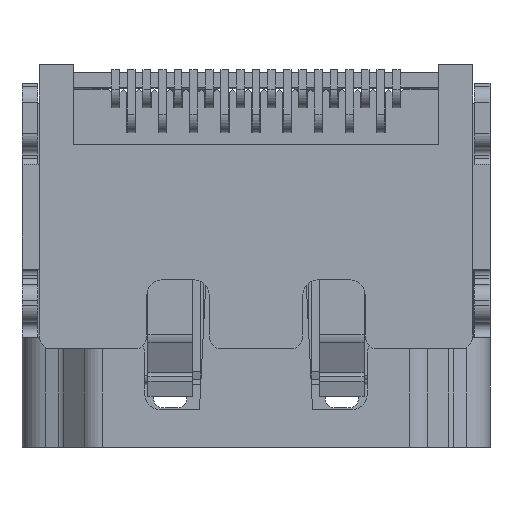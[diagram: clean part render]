
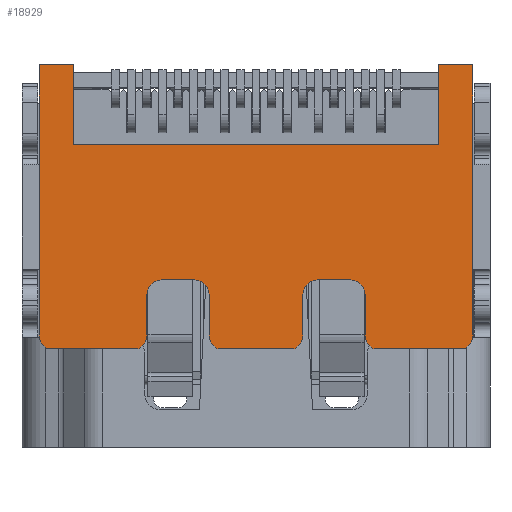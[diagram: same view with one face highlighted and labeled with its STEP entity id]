
A CAD part, front view. The second image highlights one B-rep face of the part: STEP entity #18929.
In plain terms, the highlighted planar face has unit normal (0, -1, 0).
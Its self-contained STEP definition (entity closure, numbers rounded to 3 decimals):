
#211=PLANE('',#19957);
#846=CIRCLE('',#19958,0.5);
#847=CIRCLE('',#19959,0.5);
#848=CIRCLE('',#19960,0.5);
#849=CIRCLE('',#19961,0.5);
#850=CIRCLE('',#19962,0.5);
#851=CIRCLE('',#19963,0.5);
#852=CIRCLE('',#19964,0.5);
#853=CIRCLE('',#19965,0.5);
#854=CIRCLE('',#19966,0.5);
#855=CIRCLE('',#19967,0.5);
#2033=ORIENTED_EDGE('',*,*,#7605,.T.);
#2034=ORIENTED_EDGE('',*,*,#7606,.F.);
#2035=ORIENTED_EDGE('',*,*,#6951,.F.);
#2036=ORIENTED_EDGE('',*,*,#7607,.F.);
#2037=ORIENTED_EDGE('',*,*,#7608,.F.);
#2038=ORIENTED_EDGE('',*,*,#7609,.T.);
#2039=ORIENTED_EDGE('',*,*,#7610,.F.);
#2040=ORIENTED_EDGE('',*,*,#7611,.T.);
#2041=ORIENTED_EDGE('',*,*,#7612,.F.);
#2042=ORIENTED_EDGE('',*,*,#7613,.F.);
#2043=ORIENTED_EDGE('',*,*,#6955,.F.);
#2044=ORIENTED_EDGE('',*,*,#7614,.F.);
#2045=ORIENTED_EDGE('',*,*,#7615,.F.);
#2046=ORIENTED_EDGE('',*,*,#7616,.T.);
#2047=ORIENTED_EDGE('',*,*,#7617,.F.);
#2048=ORIENTED_EDGE('',*,*,#7618,.T.);
#2049=ORIENTED_EDGE('',*,*,#7619,.F.);
#2050=ORIENTED_EDGE('',*,*,#7620,.F.);
#2051=ORIENTED_EDGE('',*,*,#7621,.F.);
#2052=ORIENTED_EDGE('',*,*,#7622,.F.);
#2053=ORIENTED_EDGE('',*,*,#7599,.F.);
#2054=ORIENTED_EDGE('',*,*,#7623,.T.);
#2055=ORIENTED_EDGE('',*,*,#7624,.T.);
#2056=ORIENTED_EDGE('',*,*,#7625,.T.);
#2057=ORIENTED_EDGE('',*,*,#7626,.F.);
#2058=ORIENTED_EDGE('',*,*,#7040,.T.);
#6951=EDGE_CURVE('',#9816,#9817,#11714,.T.);
#6955=EDGE_CURVE('',#9820,#9821,#11718,.T.);
#7040=EDGE_CURVE('',#9903,#9905,#11803,.T.);
#7599=EDGE_CURVE('',#10306,#10307,#12323,.T.);
#7605=EDGE_CURVE('',#9905,#10312,#12329,.T.);
#7606=EDGE_CURVE('',#9817,#10312,#846,.T.);
#7607=EDGE_CURVE('',#10313,#9816,#847,.T.);
#7608=EDGE_CURVE('',#10314,#10313,#12330,.T.);
#7609=EDGE_CURVE('',#10314,#10315,#848,.T.);
#7610=EDGE_CURVE('',#10316,#10315,#12331,.T.);
#7611=EDGE_CURVE('',#10316,#10317,#849,.T.);
#7612=EDGE_CURVE('',#10318,#10317,#12332,.T.);
#7613=EDGE_CURVE('',#9821,#10318,#850,.T.);
#7614=EDGE_CURVE('',#10319,#9820,#851,.T.);
#7615=EDGE_CURVE('',#10320,#10319,#12333,.T.);
#7616=EDGE_CURVE('',#10320,#10321,#852,.T.);
#7617=EDGE_CURVE('',#10322,#10321,#12334,.T.);
#7618=EDGE_CURVE('',#10322,#10323,#853,.T.);
#7619=EDGE_CURVE('',#10324,#10323,#12335,.T.);
#7620=EDGE_CURVE('',#10325,#10324,#854,.T.);
#7621=EDGE_CURVE('',#10326,#10325,#12336,.T.);
#7622=EDGE_CURVE('',#10307,#10326,#855,.T.);
#7623=EDGE_CURVE('',#10306,#10327,#12337,.T.);
#7624=EDGE_CURVE('',#10327,#10328,#12338,.T.);
#7625=EDGE_CURVE('',#10328,#10329,#12339,.T.);
#7626=EDGE_CURVE('',#9903,#10329,#12340,.T.);
#9816=VERTEX_POINT('',#26300);
#9817=VERTEX_POINT('',#26301);
#9820=VERTEX_POINT('',#26309);
#9821=VERTEX_POINT('',#26310);
#9903=VERTEX_POINT('',#26494);
#9905=VERTEX_POINT('',#26498);
#10306=VERTEX_POINT('',#27614);
#10307=VERTEX_POINT('',#27616);
#10312=VERTEX_POINT('',#27628);
#10313=VERTEX_POINT('',#27631);
#10314=VERTEX_POINT('',#27633);
#10315=VERTEX_POINT('',#27635);
#10316=VERTEX_POINT('',#27637);
#10317=VERTEX_POINT('',#27639);
#10318=VERTEX_POINT('',#27641);
#10319=VERTEX_POINT('',#27644);
#10320=VERTEX_POINT('',#27646);
#10321=VERTEX_POINT('',#27648);
#10322=VERTEX_POINT('',#27650);
#10323=VERTEX_POINT('',#27652);
#10324=VERTEX_POINT('',#27654);
#10325=VERTEX_POINT('',#27656);
#10326=VERTEX_POINT('',#27658);
#10327=VERTEX_POINT('',#27661);
#10328=VERTEX_POINT('',#27663);
#10329=VERTEX_POINT('',#27665);
#11714=LINE('',#26299,#14159);
#11718=LINE('',#26308,#14163);
#11803=LINE('',#26499,#14248);
#12323=LINE('',#27615,#14768);
#12329=LINE('',#27627,#14774);
#12330=LINE('',#27632,#14775);
#12331=LINE('',#27636,#14776);
#12332=LINE('',#27640,#14777);
#12333=LINE('',#27645,#14778);
#12334=LINE('',#27649,#14779);
#12335=LINE('',#27653,#14780);
#12336=LINE('',#27657,#14781);
#12337=LINE('',#27660,#14782);
#12338=LINE('',#27662,#14783);
#12339=LINE('',#27664,#14784);
#12340=LINE('',#27666,#14785);
#14159=VECTOR('',#21120,1000.);
#14163=VECTOR('',#21126,1000.);
#14248=VECTOR('',#21251,1000.);
#14768=VECTOR('',#22161,1000.);
#14774=VECTOR('',#22169,1000.);
#14775=VECTOR('',#22174,1000.);
#14776=VECTOR('',#22177,1000.);
#14777=VECTOR('',#22180,1000.);
#14778=VECTOR('',#22185,1000.);
#14779=VECTOR('',#22188,1000.);
#14780=VECTOR('',#22191,1000.);
#14781=VECTOR('',#22194,1000.);
#14782=VECTOR('',#22197,1000.);
#14783=VECTOR('',#22198,1000.);
#14784=VECTOR('',#22199,1000.);
#14785=VECTOR('',#22200,1000.);
#16780=EDGE_LOOP('',(#2033,#2034,#2035,#2036,#2037,#2038,#2039,#2040,#2041,
#2042,#2043,#2044,#2045,#2046,#2047,#2048,#2049,#2050,#2051,#2052,#2053,
#2054,#2055,#2056,#2057,#2058));
#17763=FACE_BOUND('',#16780,.T.);
#18929=ADVANCED_FACE('',(#17763),#211,.F.);
#19957=AXIS2_PLACEMENT_3D('',#27626,#22167,#22168);
#19958=AXIS2_PLACEMENT_3D('',#27629,#22170,#22171);
#19959=AXIS2_PLACEMENT_3D('',#27630,#22172,#22173);
#19960=AXIS2_PLACEMENT_3D('',#27634,#22175,#22176);
#19961=AXIS2_PLACEMENT_3D('',#27638,#22178,#22179);
#19962=AXIS2_PLACEMENT_3D('',#27642,#22181,#22182);
#19963=AXIS2_PLACEMENT_3D('',#27643,#22183,#22184);
#19964=AXIS2_PLACEMENT_3D('',#27647,#22186,#22187);
#19965=AXIS2_PLACEMENT_3D('',#27651,#22189,#22190);
#19966=AXIS2_PLACEMENT_3D('',#27655,#22192,#22193);
#19967=AXIS2_PLACEMENT_3D('',#27659,#22195,#22196);
#21120=DIRECTION('',(-1.,0.,0.));
#21126=DIRECTION('',(-1.,0.,0.));
#21251=DIRECTION('',(-1.,0.,0.));
#22161=DIRECTION('',(0.,0.,-1.));
#22167=DIRECTION('',(0.,1.,0.));
#22168=DIRECTION('',(0.,0.,1.));
#22169=DIRECTION('',(0.,0.,-1.));
#22170=DIRECTION('',(0.,1.,0.));
#22171=DIRECTION('',(1.,0.,0.));
#22172=DIRECTION('',(0.,1.,0.));
#22173=DIRECTION('',(1.,0.,0.));
#22174=DIRECTION('',(0.,0.,-1.));
#22175=DIRECTION('',(0.,1.,0.));
#22176=DIRECTION('',(1.,0.,0.));
#22177=DIRECTION('',(-1.,0.,0.));
#22178=DIRECTION('',(0.,1.,0.));
#22179=DIRECTION('',(1.,0.,0.));
#22180=DIRECTION('',(0.,0.,1.));
#22181=DIRECTION('',(0.,1.,0.));
#22182=DIRECTION('',(1.,0.,0.));
#22183=DIRECTION('',(0.,1.,0.));
#22184=DIRECTION('',(1.,0.,0.));
#22185=DIRECTION('',(0.,0.,-1.));
#22186=DIRECTION('',(0.,1.,0.));
#22187=DIRECTION('',(1.,0.,0.));
#22188=DIRECTION('',(-1.,0.,0.));
#22189=DIRECTION('',(0.,1.,0.));
#22190=DIRECTION('',(1.,0.,0.));
#22191=DIRECTION('',(0.,0.,1.));
#22192=DIRECTION('',(0.,1.,0.));
#22193=DIRECTION('',(1.,0.,0.));
#22194=DIRECTION('',(-1.,0.,0.));
#22195=DIRECTION('',(0.,1.,0.));
#22196=DIRECTION('',(1.,0.,0.));
#22197=DIRECTION('',(-1.,0.,0.));
#22198=DIRECTION('',(0.,0.,-1.));
#22199=DIRECTION('',(-1.,0.,0.));
#22200=DIRECTION('',(0.,0.,-1.));
#26299=CARTESIAN_POINT('',(10.,-2.8,-4.));
#26300=CARTESIAN_POINT('',(-3.782,-2.8,-4.));
#26301=CARTESIAN_POINT('',(-6.668,-2.8,-4.));
#26308=CARTESIAN_POINT('',(10.,-2.8,-4.));
#26309=CARTESIAN_POINT('',(1.218,-2.8,-4.));
#26310=CARTESIAN_POINT('',(-1.218,-2.8,-4.));
#26494=CARTESIAN_POINT('',(-5.85,-2.8,5.1));
#26498=CARTESIAN_POINT('',(-6.95,-2.8,5.1));
#26499=CARTESIAN_POINT('',(10.,-2.8,5.1));
#27614=CARTESIAN_POINT('',(6.95,-2.8,5.1));
#27615=CARTESIAN_POINT('',(6.95,-2.8,6.));
#27616=CARTESIAN_POINT('',(6.95,-2.8,-3.55));
#27626=CARTESIAN_POINT('',(-6.95,-2.8,6.));
#27627=CARTESIAN_POINT('',(-6.95,-2.8,6.));
#27628=CARTESIAN_POINT('',(-6.95,-2.8,-3.55));
#27629=CARTESIAN_POINT('',(-6.45,-2.8,-3.55));
#27630=CARTESIAN_POINT('',(-4.,-2.8,-3.55));
#27631=CARTESIAN_POINT('',(-3.5,-2.8,-3.55));
#27632=CARTESIAN_POINT('',(-3.5,-2.8,-2.29));
#27633=CARTESIAN_POINT('',(-3.5,-2.8,-2.29));
#27634=CARTESIAN_POINT('',(-3.,-2.8,-2.29));
#27635=CARTESIAN_POINT('',(-3.,-2.8,-1.79));
#27636=CARTESIAN_POINT('',(-2.,-2.8,-1.79));
#27637=CARTESIAN_POINT('',(-2.,-2.8,-1.79));
#27638=CARTESIAN_POINT('',(-2.,-2.8,-2.29));
#27639=CARTESIAN_POINT('',(-1.5,-2.8,-2.29));
#27640=CARTESIAN_POINT('',(-1.5,-2.8,-3.55));
#27641=CARTESIAN_POINT('',(-1.5,-2.8,-3.55));
#27642=CARTESIAN_POINT('',(-1.,-2.8,-3.55));
#27643=CARTESIAN_POINT('',(1.,-2.8,-3.55));
#27644=CARTESIAN_POINT('',(1.5,-2.8,-3.55));
#27645=CARTESIAN_POINT('',(1.5,-2.8,-2.29));
#27646=CARTESIAN_POINT('',(1.5,-2.8,-2.29));
#27647=CARTESIAN_POINT('',(2.,-2.8,-2.29));
#27648=CARTESIAN_POINT('',(2.,-2.8,-1.79));
#27649=CARTESIAN_POINT('',(3.,-2.8,-1.79));
#27650=CARTESIAN_POINT('',(3.,-2.8,-1.79));
#27651=CARTESIAN_POINT('',(3.,-2.8,-2.29));
#27652=CARTESIAN_POINT('',(3.5,-2.8,-2.29));
#27653=CARTESIAN_POINT('',(3.5,-2.8,-3.55));
#27654=CARTESIAN_POINT('',(3.5,-2.8,-3.55));
#27655=CARTESIAN_POINT('',(4.,-2.8,-3.55));
#27656=CARTESIAN_POINT('',(3.782,-2.8,-4.));
#27657=CARTESIAN_POINT('',(10.,-2.8,-4.));
#27658=CARTESIAN_POINT('',(6.668,-2.8,-4.));
#27659=CARTESIAN_POINT('',(6.45,-2.8,-3.55));
#27660=CARTESIAN_POINT('',(10.,-2.8,5.1));
#27661=CARTESIAN_POINT('',(5.85,-2.8,5.1));
#27662=CARTESIAN_POINT('',(5.85,-2.8,5.21));
#27663=CARTESIAN_POINT('',(5.85,-2.8,2.55));
#27664=CARTESIAN_POINT('',(5.85,-2.8,2.55));
#27665=CARTESIAN_POINT('',(-5.85,-2.8,2.55));
#27666=CARTESIAN_POINT('',(-5.85,-2.8,5.21));
